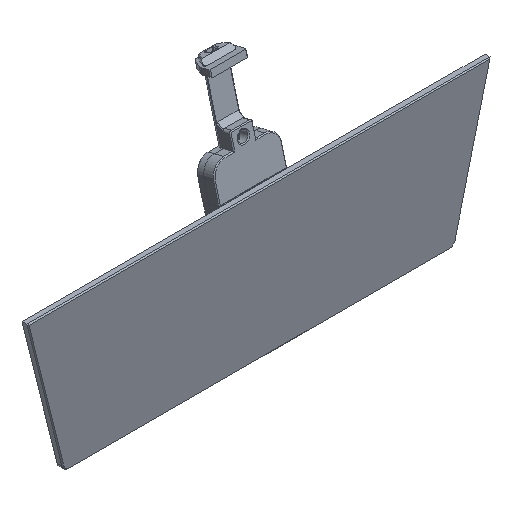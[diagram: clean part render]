
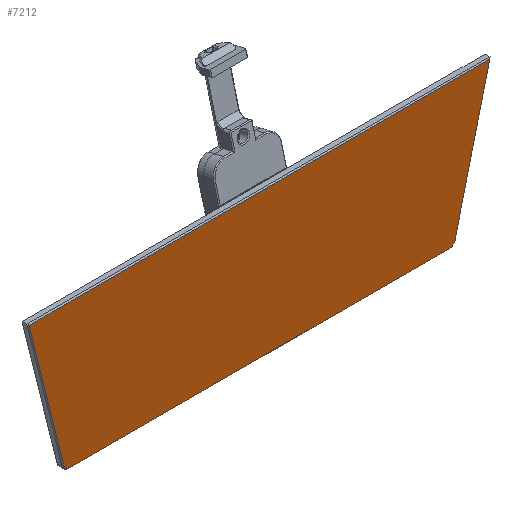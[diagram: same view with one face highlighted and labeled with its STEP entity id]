
A CAD part, isometric view. The second image highlights one B-rep face of the part: STEP entity #7212.
In plain terms, the highlighted planar face has unit normal (0, -1, 0).
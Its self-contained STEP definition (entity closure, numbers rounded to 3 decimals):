
#144=CIRCLE('',#7693,2.6);
#146=CIRCLE('',#7697,2.6);
#489=FACE_OUTER_BOUND('',#894,.T.);
#894=EDGE_LOOP('',(#5215,#5216,#5217,#5218,#5219,#5220));
#1422=LINE('',#10855,#2227);
#1424=LINE('',#10859,#2229);
#1428=LINE('',#10871,#2233);
#1431=LINE('',#10880,#2236);
#2227=VECTOR('',#8702,10.);
#2229=VECTOR('',#8706,10.);
#2233=VECTOR('',#8718,10.);
#2236=VECTOR('',#8729,10.);
#3079=VERTEX_POINT('',#10852);
#3080=VERTEX_POINT('',#10854);
#3081=VERTEX_POINT('',#10858);
#3083=VERTEX_POINT('',#10864);
#3085=VERTEX_POINT('',#10869);
#3087=VERTEX_POINT('',#10876);
#3862=EDGE_CURVE('',#3079,#3080,#1422,.T.);
#3864=EDGE_CURVE('',#3080,#3081,#1424,.T.);
#3868=EDGE_CURVE('',#3083,#3079,#144,.T.);
#3870=EDGE_CURVE('',#3085,#3083,#1428,.T.);
#3874=EDGE_CURVE('',#3087,#3085,#146,.T.);
#3875=EDGE_CURVE('',#3081,#3087,#1431,.T.);
#5215=ORIENTED_EDGE('',*,*,#3862,.F.);
#5216=ORIENTED_EDGE('',*,*,#3868,.F.);
#5217=ORIENTED_EDGE('',*,*,#3870,.F.);
#5218=ORIENTED_EDGE('',*,*,#3874,.F.);
#5219=ORIENTED_EDGE('',*,*,#3875,.F.);
#5220=ORIENTED_EDGE('',*,*,#3864,.F.);
#6922=PLANE('',#7702);
#7212=ADVANCED_FACE('',(#489),#6922,.F.);
#7693=AXIS2_PLACEMENT_3D('',#10866,#8713,#8714);
#7697=AXIS2_PLACEMENT_3D('',#10878,#8725,#8726);
#7702=AXIS2_PLACEMENT_3D('',#10888,#8740,#8741);
#8702=DIRECTION('',(-0.242,0.,0.97));
#8706=DIRECTION('',(1.,0.,0.));
#8713=DIRECTION('center_axis',(0.,1.,0.));
#8714=DIRECTION('ref_axis',(-0.616,0.,-0.788));
#8718=DIRECTION('',(-1.,0.,0.));
#8725=DIRECTION('center_axis',(0.,1.,0.));
#8726=DIRECTION('ref_axis',(0.616,0.,-0.788));
#8729=DIRECTION('',(-0.242,0.,-0.97));
#8740=DIRECTION('center_axis',(0.,1.,0.));
#8741=DIRECTION('ref_axis',(1.,0.,0.));
#10852=CARTESIAN_POINT('',(15.881,0.,-62.059));
#10854=CARTESIAN_POINT('',(0.512,0.,-0.4));
#10855=CARTESIAN_POINT('',(15.195,0.,-59.305));
#10858=CARTESIAN_POINT('',(204.388,0.,-0.4));
#10859=CARTESIAN_POINT('',(51.225,0.,-0.4));
#10864=CARTESIAN_POINT('',(18.404,0.,-64.03));
#10866=CARTESIAN_POINT('Origin',(18.404,0.,-61.43));
#10869=CARTESIAN_POINT('',(186.496,0.,-64.03));
#10871=CARTESIAN_POINT('',(145.645,0.,-64.03));
#10876=CARTESIAN_POINT('',(189.019,0.,-62.059));
#10878=CARTESIAN_POINT('Origin',(186.496,0.,-61.43));
#10880=CARTESIAN_POINT('',(197.735,0.,-27.09));
#10888=CARTESIAN_POINT('Origin',(102.45,0.,-32.215));
